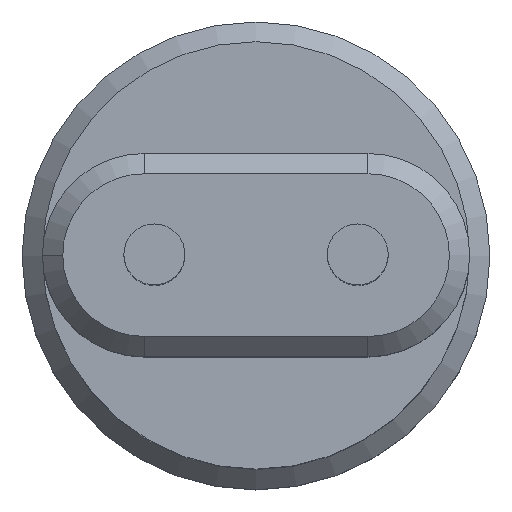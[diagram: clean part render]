
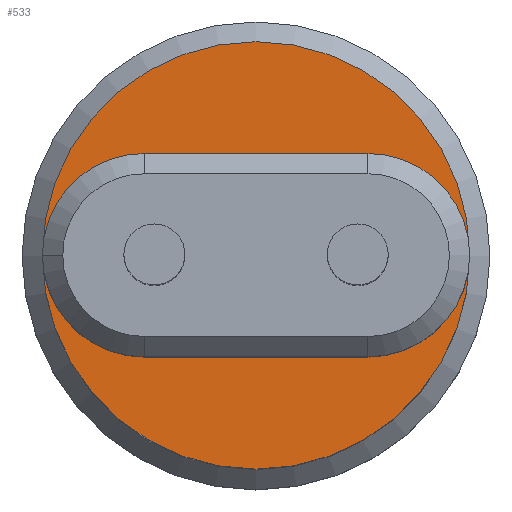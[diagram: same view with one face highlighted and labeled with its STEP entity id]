
A CAD part, top view. The second image highlights one B-rep face of the part: STEP entity #533.
In plain terms, the highlighted planar face has unit normal (0, 0, -1).
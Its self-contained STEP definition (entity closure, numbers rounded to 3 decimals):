
#517=CARTESIAN_POINT('',(-10.506,0.,18.));
#518=DIRECTION('',(0.,0.,-1.));
#519=DIRECTION('',(-1.,0.,0.));
#520=AXIS2_PLACEMENT_3D('',#517,#518,#519);
#521=PLANE('',#520);
#522=CARTESIAN_POINT('',(10.506,-0.,18.));
#523=VERTEX_POINT('',#522);
#524=CARTESIAN_POINT('',(0.,0.,18.));
#525=DIRECTION('',(0.,0.,1.));
#526=DIRECTION('',(1.,0.,-0.));
#527=AXIS2_PLACEMENT_3D('',#524,#525,#526);
#528=CIRCLE('',#527,10.506);
#529=EDGE_CURVE('',#523,#523,#528,.T.);
#530=ORIENTED_EDGE('',*,*,#529,.F.);
#531=EDGE_LOOP('',(#530));
#532=FACE_BOUND('',#531,.T.);
#533=ADVANCED_FACE('',(#532),#521,.T.);
